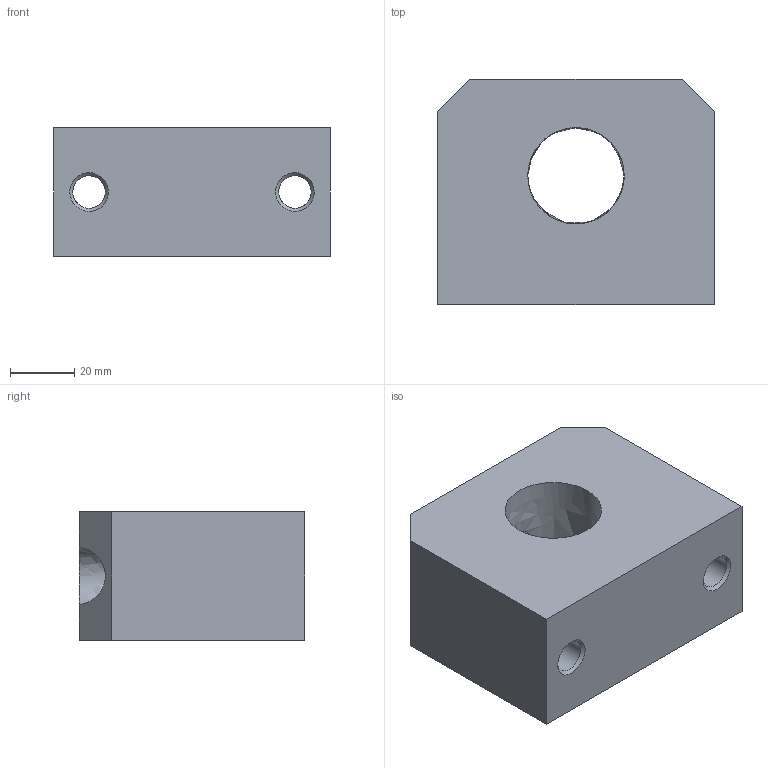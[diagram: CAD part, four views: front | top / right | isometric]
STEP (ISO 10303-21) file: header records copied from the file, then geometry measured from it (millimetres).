
FILE_DESCRIPTION ((), '1');
FILE_NAME ('WB57-030.stp', '2019-01-17T14:51:49', ('Unknown'), ('Unknown'), 'HarmonyWare STEP v2.0.5', 'Vectorworks', '');
FILE_SCHEMA (('CONFIG_CONTROL_DESIGN'));
Length unit declared in the file: millimetre
Products named in the file (1): NONE
Bounding box: 86 x 70 x 40 mm (x, y, z)
Volume: 187470.4 mm3; surface area: 31643.7 mm2
Topology: 1 solids, 1 shells, 34 faces, 112 edges, 85 vertices
Faces by surface type: bspline 34
Entity records: 1840 total; most frequent: CARTESIAN_POINT 1117, ORIENTED_EDGE 224, EDGE_CURVE 112, VERTEX_POINT 85, B_SPLINE_CURVE_WITH_KNOTS 64, EDGE_LOOP 45, FACE_OUTER_BOUND 34, ADVANCED_FACE 34
